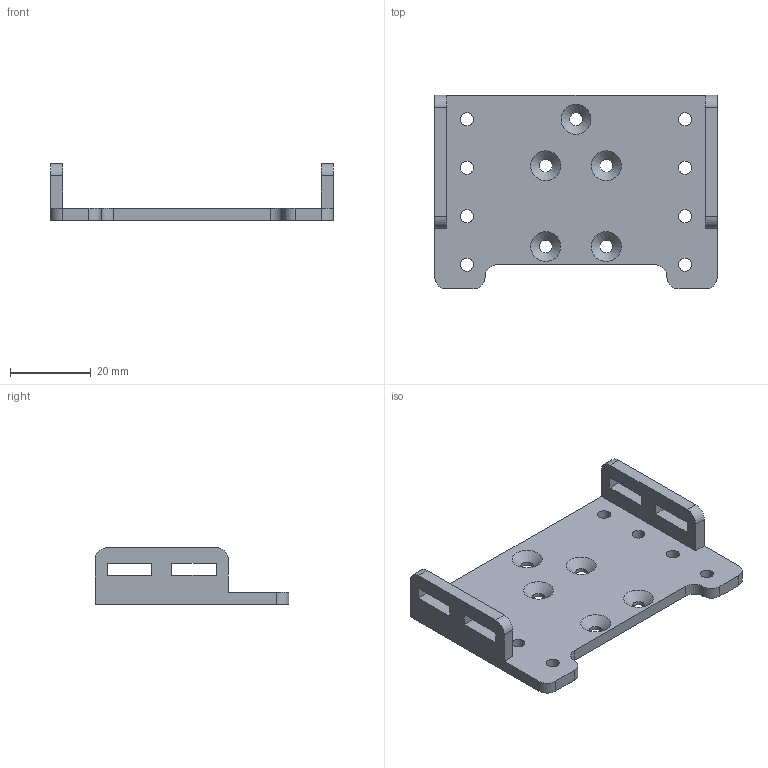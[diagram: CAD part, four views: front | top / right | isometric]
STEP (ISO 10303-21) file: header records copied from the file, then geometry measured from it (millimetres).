
FILE_DESCRIPTION(/* description */ (''),/* implementation_level */ '2;1');
FILE_NAME(/* name */ 'SK-Tank_BMG - tube extruder carriage v3.step',/* time_stamp */ '2021-03-31T14:45:09+08:00',/* author */ (''),/* organization */ (''),/* preprocessor_version */ 'ST-DEVELOPER v18.1',/* originating_system */ 'Autodesk Translation Framework v9.10.0.1330',/* authorisation */ '');
FILE_SCHEMA (('AUTOMOTIVE_DESIGN { 1 0 10303 214 3 1 1 }'));
Length unit declared in the file: millimetre
Products named in the file (1): SK-Tank_BMG - tube extruder carriage
Bounding box: 70 x 48 x 14 mm (x, y, z)
Volume: 10544.3 mm3; surface area: 8668 mm2
Topology: 1 solids, 1 shells, 58 faces, 163 edges, 107 vertices
Faces by surface type: plane 30, cylinder 23, cone 5
Full cylindrical faces by diameter (mm): 3.2 x13
Entity records: 1975 total; most frequent: DIRECTION 332, CARTESIAN_POINT 329, ORIENTED_EDGE 326, EDGE_CURVE 163, LINE 112, VECTOR 112, AXIS2_PLACEMENT_3D 110, VERTEX_POINT 107
